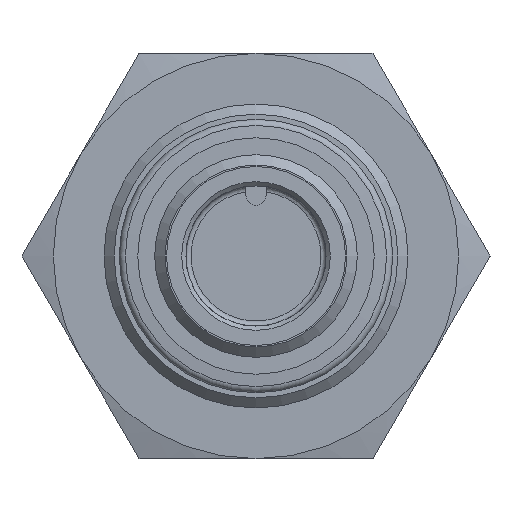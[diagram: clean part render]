
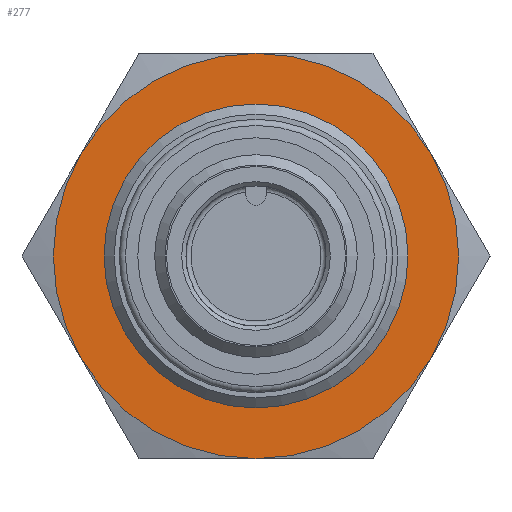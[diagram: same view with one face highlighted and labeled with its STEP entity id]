
A CAD part, left-side view. The second image highlights one B-rep face of the part: STEP entity #277.
In plain terms, the highlighted planar face has unit normal (-1, 0, 0).
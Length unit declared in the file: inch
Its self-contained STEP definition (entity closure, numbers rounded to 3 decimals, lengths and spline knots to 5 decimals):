
#7 = EDGE_CURVE ( 'NONE', #5133, #1777, #1572, .T. ) ;
#277 = ADVANCED_FACE ( 'NONE', ( #1396, #1515 ), #2347, .F. ) ;
#285 = DIRECTION ( 'NONE',  ( 1., 0., 0. ) ) ;
#461 = CIRCLE ( 'NONE', #2190, 0.47244 ) ;
#489 = VERTEX_POINT ( 'NONE', #1447 ) ;
#508 = DIRECTION ( 'NONE',  ( 1., 0., 0. ) ) ;
#541 = CIRCLE ( 'NONE', #1640, 0.47244 ) ;
#544 = CARTESIAN_POINT ( 'NONE',  ( 1.02362, 0., -0.47244 ) ) ;
#613 = ORIENTED_EDGE ( 'NONE', *, *, #1769, .F. ) ;
#684 = VERTEX_POINT ( 'NONE', #1719 ) ;
#693 = DIRECTION ( 'NONE',  ( 0., 0., 1. ) ) ;
#697 = AXIS2_PLACEMENT_3D ( 'NONE', #1311, #3715, #4987 ) ;
#706 = CARTESIAN_POINT ( 'NONE',  ( 1.02362, 0., 0.35433 ) ) ;
#708 = VERTEX_POINT ( 'NONE', #706 ) ;
#1002 = AXIS2_PLACEMENT_3D ( 'NONE', #4345, #3516, #1101 ) ;
#1003 = VERTEX_POINT ( 'NONE', #2820 ) ;
#1054 = EDGE_CURVE ( 'NONE', #1003, #489, #541, .T. ) ;
#1101 = DIRECTION ( 'NONE',  ( 0., 1., 0. ) ) ;
#1289 = CARTESIAN_POINT ( 'NONE',  ( 1.02362, 0., 0. ) ) ;
#1311 = CARTESIAN_POINT ( 'NONE',  ( 1.02362, 0., 0. ) ) ;
#1327 = CARTESIAN_POINT ( 'NONE',  ( 1.02362, 0., 0. ) ) ;
#1396 = FACE_BOUND ( 'NONE', #2812, .T. ) ;
#1447 = CARTESIAN_POINT ( 'NONE',  ( 1.02362, 0., 0.47244 ) ) ;
#1467 = CARTESIAN_POINT ( 'NONE',  ( 1.02362, 0.40915, -0.23622 ) ) ;
#1470 = CARTESIAN_POINT ( 'NONE',  ( 1.02362, -0.47244, 0. ) ) ;
#1515 = FACE_OUTER_BOUND ( 'NONE', #2770, .T. ) ;
#1566 = VERTEX_POINT ( 'NONE', #5036 ) ;
#1572 = CIRCLE ( 'NONE', #2771, 0.47244 ) ;
#1600 = CARTESIAN_POINT ( 'NONE',  ( 1.02362, 0., 0. ) ) ;
#1640 = AXIS2_PLACEMENT_3D ( 'NONE', #1600, #3292, #3312 ) ;
#1673 = DIRECTION ( 'NONE',  ( 0., 0., 1. ) ) ;
#1719 = CARTESIAN_POINT ( 'NONE',  ( 1.02362, -0.40915, 0.23622 ) ) ;
#1769 = EDGE_CURVE ( 'NONE', #684, #1566, #3095, .T. ) ;
#1777 = VERTEX_POINT ( 'NONE', #1467 ) ;
#1960 = CIRCLE ( 'NONE', #3007, 0.35433 ) ;
#2098 = DIRECTION ( 'NONE',  ( 0., 0., 1. ) ) ;
#2115 = CIRCLE ( 'NONE', #2867, 0.47244 ) ;
#2190 = AXIS2_PLACEMENT_3D ( 'NONE', #2720, #285, #693 ) ;
#2271 = ORIENTED_EDGE ( 'NONE', *, *, #1054, .F. ) ;
#2274 = DIRECTION ( 'NONE',  ( 1., 0., 0. ) ) ;
#2347 = PLANE ( 'NONE',  #4612 ) ;
#2561 = ORIENTED_EDGE ( 'NONE', *, *, #7, .F. ) ;
#2720 = CARTESIAN_POINT ( 'NONE',  ( 1.02362, 0., 0. ) ) ;
#2770 = EDGE_LOOP ( 'NONE', ( #613, #4872, #2271, #4295, #2561, #3708 ) ) ;
#2771 = AXIS2_PLACEMENT_3D ( 'NONE', #2902, #508, #3289 ) ;
#2812 = EDGE_LOOP ( 'NONE', ( #4412 ) ) ;
#2820 = CARTESIAN_POINT ( 'NONE',  ( 1.02362, 0.40915, 0.23622 ) ) ;
#2867 = AXIS2_PLACEMENT_3D ( 'NONE', #1289, #3820, #2098 ) ;
#2902 = CARTESIAN_POINT ( 'NONE',  ( 1.02362, 0., 0. ) ) ;
#3007 = AXIS2_PLACEMENT_3D ( 'NONE', #1327, #4166, #1673 ) ;
#3095 = CIRCLE ( 'NONE', #1002, 0.47244 ) ;
#3289 = DIRECTION ( 'NONE',  ( 0., 0., 1. ) ) ;
#3292 = DIRECTION ( 'NONE',  ( 1., 0., 0. ) ) ;
#3312 = DIRECTION ( 'NONE',  ( 0., 0., 1. ) ) ;
#3516 = DIRECTION ( 'NONE',  ( 1., 0., 0. ) ) ;
#3694 = EDGE_CURVE ( 'NONE', #1566, #5133, #2115, .T. ) ;
#3708 = ORIENTED_EDGE ( 'NONE', *, *, #3694, .F. ) ;
#3715 = DIRECTION ( 'NONE',  ( 1., 0., 0. ) ) ;
#3820 = DIRECTION ( 'NONE',  ( 1., 0., 0. ) ) ;
#3935 = EDGE_CURVE ( 'NONE', #489, #684, #461, .T. ) ;
#4166 = DIRECTION ( 'NONE',  ( 1., 0., 0. ) ) ;
#4295 = ORIENTED_EDGE ( 'NONE', *, *, #4480, .F. ) ;
#4345 = CARTESIAN_POINT ( 'NONE',  ( 1.02362, 0., 0. ) ) ;
#4366 = CIRCLE ( 'NONE', #697, 0.47244 ) ;
#4412 = ORIENTED_EDGE ( 'NONE', *, *, #4858, .T. ) ;
#4480 = EDGE_CURVE ( 'NONE', #1777, #1003, #4366, .T. ) ;
#4612 = AXIS2_PLACEMENT_3D ( 'NONE', #1470, #2274, #5121 ) ;
#4858 = EDGE_CURVE ( 'NONE', #708, #708, #1960, .T. ) ;
#4872 = ORIENTED_EDGE ( 'NONE', *, *, #3935, .F. ) ;
#4987 = DIRECTION ( 'NONE',  ( 0., 1., 0. ) ) ;
#5036 = CARTESIAN_POINT ( 'NONE',  ( 1.02362, -0.40915, -0.23622 ) ) ;
#5121 = DIRECTION ( 'NONE',  ( 0., 0., 1. ) ) ;
#5133 = VERTEX_POINT ( 'NONE', #544 ) ;
